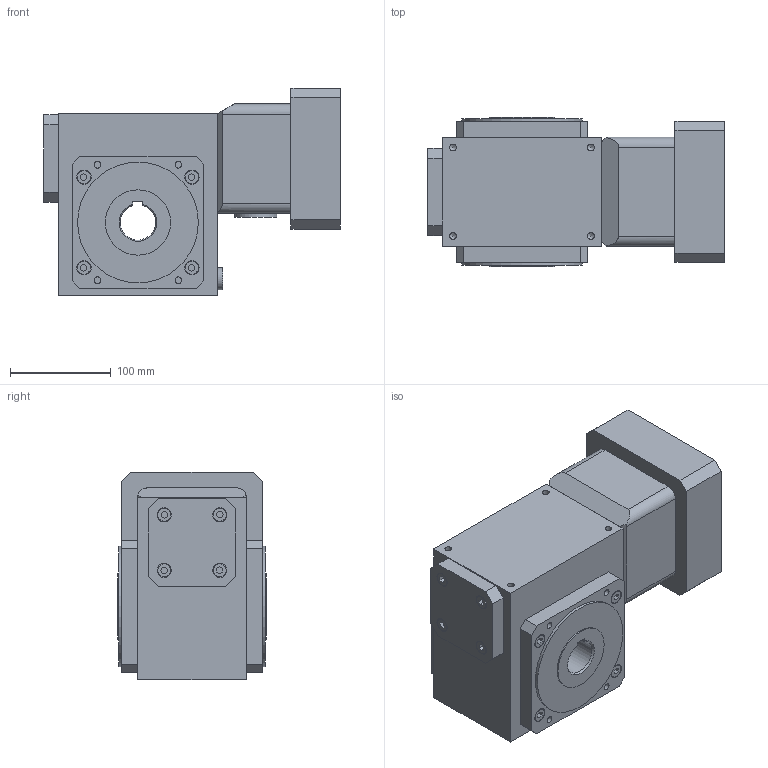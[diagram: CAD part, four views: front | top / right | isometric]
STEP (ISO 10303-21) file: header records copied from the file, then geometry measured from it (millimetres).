
FILE_DESCRIPTION(/* description */ ('Unknown'),/* implementation_level */ '2;1');
FILE_NAME(/* name */ 'W064010.SKHS03GLQER-',/* time_stamp */ '2024-09-10T18:36:49-04:00',/* author */ ('Unknown'),/* organization */ ('Unknown'),/* preprocessor_version */ 'ST-DEVELOPER v18.1',/* originating_system */ 'Solid Edge',/* authorisation */ 'Unknown');
FILE_SCHEMA (('AUTOMOTIVE_DESIGN {1 0 10303 214 3 1 1}'));
Length unit declared in the file: millimetre
Products named in the file (7): W064010.SKHS03GLQER-; 64WS-1-CP; 64WM-M20-CP; RG2530K-R; MP2GLQE-CP; 64WM-OUTH-35; 64WS-WCAP
Assembly tree (7 placements, depth 2):
  W064010.SKHS03GLQER-
    64WS-1-CP
    64WM-M20-CP
    RG2530K-R
    MP2GLQE-CP
    64WM-OUTH-35  x2
    64WS-WCAP
Bounding box: 294.68 x 148 x 206.44 mm (x, y, z)
Volume: 4747079.9 mm3; surface area: 494691.3 mm2
Topology: 7 solids, 7 shells, 406 faces, 981 edges, 655 vertices
Faces by surface type: plane 265, cylinder 120, cone 21
Full cylindrical faces by diameter (mm): 6.647 x28, 6.75 x2, 8 x8, 8.376 x4, 13 x16, 14.25 x16, 19.009 x1, 21.9 x1, 21.935 x1, 40 x3, 60 x1, 64.905 x5, 65 x1, 85 x1, 90.053 x1, 119.945 x2, 130 x1
Entity records: 10873 total; most frequent: CARTESIAN_POINT 1596, DIRECTION 1545, ORIENTED_EDGE 1336, EDGE_CURVE 668, AXIS2_PLACEMENT_3D 544, FACE_BOUND 524, VERTEX_POINT 510, EDGE_LOOP 506
